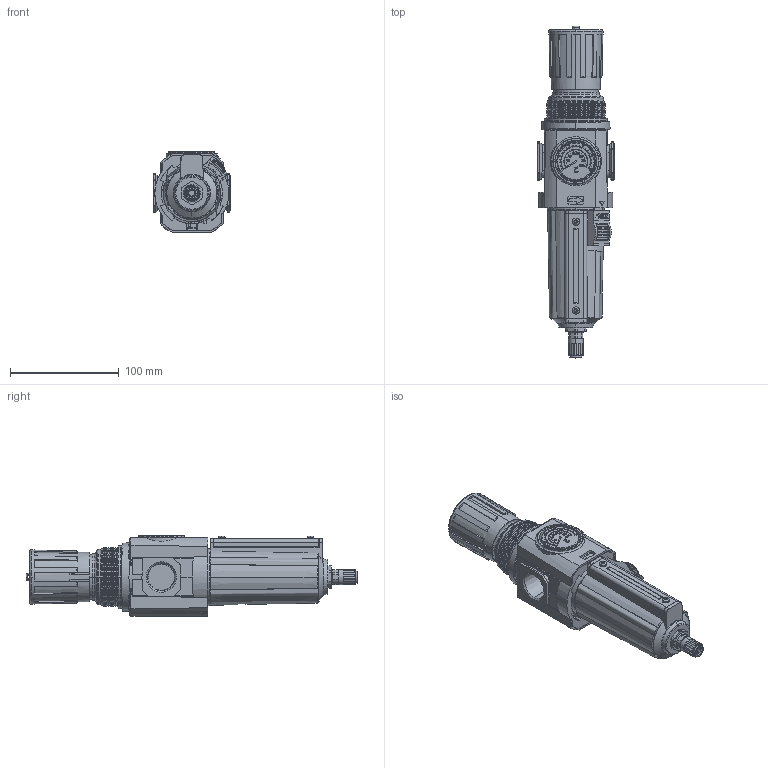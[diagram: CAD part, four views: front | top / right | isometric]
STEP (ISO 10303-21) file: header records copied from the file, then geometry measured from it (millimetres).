
FILE_DESCRIPTION (( 'STEP AP203' ), '1' );
FILE_NAME ('B84G-6AK-AD3-RMG.step', '2021-09-07T17:50:28', ( '' ), ( '' ), 'SwSTEP 2.0', 'SolidWorks 2021', '' );
FILE_SCHEMA (( 'CONFIG_CONTROL_DESIGN' ));
Products named in the file (1): B84G-6AK-AD3-RMG
Bounding box: 70.25 x 304.93 x 74 mm (x, y, z)
Volume: 755835.8 mm3; surface area: 146140.4 mm2
Topology: 9 solids, 9 shells, 2717 faces, 7315 edges, 4756 vertices
Faces by surface type: cylinder 1241, plane 1003, cone 241, bspline 220, torus 12
Entity records: 95654 total; most frequent: CARTESIAN_POINT 28069, ORIENTED_EDGE 14606, DIRECTION 14017, EDGE_CURVE 7303, AXIS2_PLACEMENT_3D 5279, VERTEX_POINT 4756, VECTOR 3459, LINE 3459
